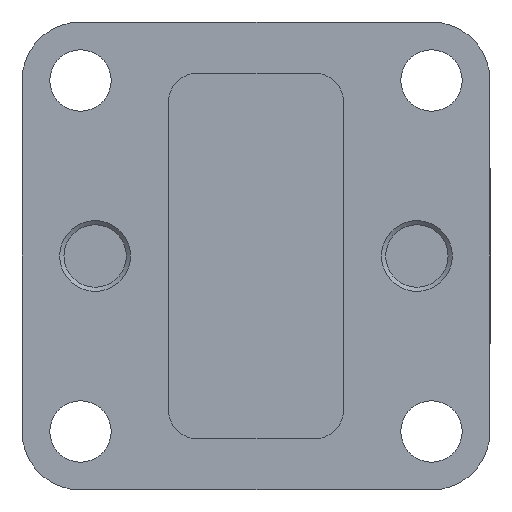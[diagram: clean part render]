
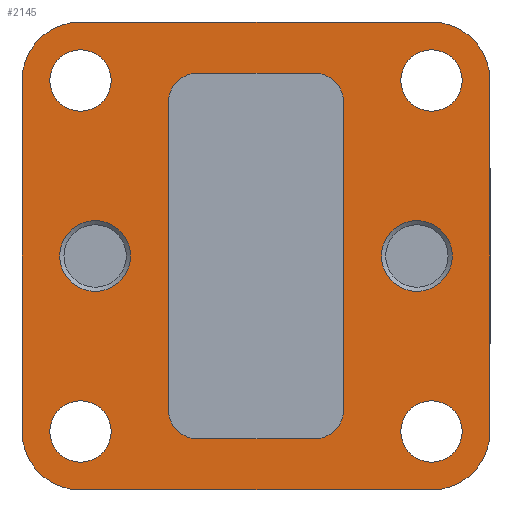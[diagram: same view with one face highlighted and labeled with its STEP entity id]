
A CAD part, front view. The second image highlights one B-rep face of the part: STEP entity #2145.
In plain terms, the highlighted planar face has unit normal (0, -1, 0).
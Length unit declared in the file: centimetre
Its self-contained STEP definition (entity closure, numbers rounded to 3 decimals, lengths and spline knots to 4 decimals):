
#14=FACE_BOUND('',#341,.T.);
#15=FACE_BOUND('',#342,.T.);
#16=FACE_BOUND('',#343,.T.);
#17=FACE_BOUND('',#344,.T.);
#18=FACE_BOUND('',#345,.T.);
#19=FACE_BOUND('',#346,.T.);
#20=FACE_BOUND('',#347,.T.);
#69=PLANE('',#2337);
#216=FACE_OUTER_BOUND('',#340,.T.);
#340=EDGE_LOOP('',(#1648,#1649,#1650,#1651,#1652,#1653,#1654,#1655));
#341=EDGE_LOOP('',(#1656,#1657,#1658,#1659,#1660,#1661,#1662,#1663));
#342=EDGE_LOOP('',(#1664));
#343=EDGE_LOOP('',(#1665));
#344=EDGE_LOOP('',(#1666));
#345=EDGE_LOOP('',(#1667));
#346=EDGE_LOOP('',(#1668));
#347=EDGE_LOOP('',(#1669));
#506=LINE('',#3431,#682);
#507=LINE('',#3435,#683);
#508=LINE('',#3439,#684);
#509=LINE('',#3442,#685);
#510=LINE('',#3444,#686);
#511=LINE('',#3448,#687);
#512=LINE('',#3452,#688);
#513=LINE('',#3455,#689);
#682=VECTOR('',#2821,2.4);
#683=VECTOR('',#2824,2.4);
#684=VECTOR('',#2827,2.4);
#685=VECTOR('',#2830,2.4);
#686=VECTOR('',#2831,0.8);
#687=VECTOR('',#2834,2.1);
#688=VECTOR('',#2837,0.8);
#689=VECTOR('',#2840,2.1);
#824=CIRCLE('',#2335,0.2);
#826=CIRCLE('',#2338,0.4);
#827=CIRCLE('',#2339,0.4);
#828=CIRCLE('',#2340,0.4);
#829=CIRCLE('',#2341,0.4);
#830=CIRCLE('',#2342,0.2);
#831=CIRCLE('',#2343,0.2);
#832=CIRCLE('',#2344,0.2);
#833=CIRCLE('',#2345,0.242);
#834=CIRCLE('',#2346,0.21);
#835=CIRCLE('',#2347,0.21);
#836=CIRCLE('',#2348,0.21);
#837=CIRCLE('',#2349,0.21);
#838=CIRCLE('',#2350,0.242);
#964=VERTEX_POINT('',#3418);
#965=VERTEX_POINT('',#3419);
#968=VERTEX_POINT('',#3427);
#969=VERTEX_POINT('',#3428);
#970=VERTEX_POINT('',#3430);
#971=VERTEX_POINT('',#3432);
#972=VERTEX_POINT('',#3434);
#973=VERTEX_POINT('',#3436);
#974=VERTEX_POINT('',#3438);
#975=VERTEX_POINT('',#3440);
#976=VERTEX_POINT('',#3443);
#977=VERTEX_POINT('',#3445);
#978=VERTEX_POINT('',#3447);
#979=VERTEX_POINT('',#3449);
#980=VERTEX_POINT('',#3451);
#981=VERTEX_POINT('',#3453);
#982=VERTEX_POINT('',#3456);
#983=VERTEX_POINT('',#3458);
#984=VERTEX_POINT('',#3460);
#985=VERTEX_POINT('',#3462);
#986=VERTEX_POINT('',#3464);
#987=VERTEX_POINT('',#3466);
#1216=EDGE_CURVE('',#964,#965,#824,.T.);
#1220=EDGE_CURVE('',#968,#969,#826,.T.);
#1221=EDGE_CURVE('',#969,#970,#506,.T.);
#1222=EDGE_CURVE('',#970,#971,#827,.T.);
#1223=EDGE_CURVE('',#971,#972,#507,.T.);
#1224=EDGE_CURVE('',#972,#973,#828,.T.);
#1225=EDGE_CURVE('',#973,#974,#508,.T.);
#1226=EDGE_CURVE('',#974,#975,#829,.T.);
#1227=EDGE_CURVE('',#975,#968,#509,.T.);
#1228=EDGE_CURVE('',#976,#965,#510,.T.);
#1229=EDGE_CURVE('',#976,#977,#830,.T.);
#1230=EDGE_CURVE('',#978,#977,#511,.T.);
#1231=EDGE_CURVE('',#978,#979,#831,.T.);
#1232=EDGE_CURVE('',#980,#979,#512,.T.);
#1233=EDGE_CURVE('',#980,#981,#832,.T.);
#1234=EDGE_CURVE('',#964,#981,#513,.T.);
#1235=EDGE_CURVE('',#982,#982,#833,.T.);
#1236=EDGE_CURVE('',#983,#983,#834,.T.);
#1237=EDGE_CURVE('',#984,#984,#835,.T.);
#1238=EDGE_CURVE('',#985,#985,#836,.T.);
#1239=EDGE_CURVE('',#986,#986,#837,.T.);
#1240=EDGE_CURVE('',#987,#987,#838,.T.);
#1648=ORIENTED_EDGE('',*,*,#1220,.T.);
#1649=ORIENTED_EDGE('',*,*,#1221,.T.);
#1650=ORIENTED_EDGE('',*,*,#1222,.T.);
#1651=ORIENTED_EDGE('',*,*,#1223,.T.);
#1652=ORIENTED_EDGE('',*,*,#1224,.T.);
#1653=ORIENTED_EDGE('',*,*,#1225,.T.);
#1654=ORIENTED_EDGE('',*,*,#1226,.T.);
#1655=ORIENTED_EDGE('',*,*,#1227,.T.);
#1656=ORIENTED_EDGE('',*,*,#1216,.T.);
#1657=ORIENTED_EDGE('',*,*,#1228,.F.);
#1658=ORIENTED_EDGE('',*,*,#1229,.T.);
#1659=ORIENTED_EDGE('',*,*,#1230,.F.);
#1660=ORIENTED_EDGE('',*,*,#1231,.T.);
#1661=ORIENTED_EDGE('',*,*,#1232,.F.);
#1662=ORIENTED_EDGE('',*,*,#1233,.T.);
#1663=ORIENTED_EDGE('',*,*,#1234,.F.);
#1664=ORIENTED_EDGE('',*,*,#1235,.T.);
#1665=ORIENTED_EDGE('',*,*,#1236,.T.);
#1666=ORIENTED_EDGE('',*,*,#1237,.T.);
#1667=ORIENTED_EDGE('',*,*,#1238,.T.);
#1668=ORIENTED_EDGE('',*,*,#1239,.T.);
#1669=ORIENTED_EDGE('',*,*,#1240,.T.);
#2145=ADVANCED_FACE('',(#216,#14,#15,#16,#17,#18,#19,#20),#69,.F.);
#2335=AXIS2_PLACEMENT_3D('',#3420,#2811,#2812);
#2337=AXIS2_PLACEMENT_3D('',#3426,#2817,#2818);
#2338=AXIS2_PLACEMENT_3D('',#3429,#2819,#2820);
#2339=AXIS2_PLACEMENT_3D('',#3433,#2822,#2823);
#2340=AXIS2_PLACEMENT_3D('',#3437,#2825,#2826);
#2341=AXIS2_PLACEMENT_3D('',#3441,#2828,#2829);
#2342=AXIS2_PLACEMENT_3D('',#3446,#2832,#2833);
#2343=AXIS2_PLACEMENT_3D('',#3450,#2835,#2836);
#2344=AXIS2_PLACEMENT_3D('',#3454,#2838,#2839);
#2345=AXIS2_PLACEMENT_3D('',#3457,#2841,#2842);
#2346=AXIS2_PLACEMENT_3D('',#3459,#2843,#2844);
#2347=AXIS2_PLACEMENT_3D('',#3461,#2845,#2846);
#2348=AXIS2_PLACEMENT_3D('',#3463,#2847,#2848);
#2349=AXIS2_PLACEMENT_3D('',#3465,#2849,#2850);
#2350=AXIS2_PLACEMENT_3D('',#3467,#2851,#2852);
#2811=DIRECTION('center_axis',(0.,1.,0.));
#2812=DIRECTION('ref_axis',(-1.,0.,0.));
#2817=DIRECTION('center_axis',(0.,1.,0.));
#2818=DIRECTION('ref_axis',(-1.,0.,0.));
#2819=DIRECTION('center_axis',(0.,-1.,0.));
#2820=DIRECTION('ref_axis',(0.,0.,-1.));
#2821=DIRECTION('',(0.,0.,1.));
#2822=DIRECTION('center_axis',(0.,-1.,0.));
#2823=DIRECTION('ref_axis',(1.,0.,0.));
#2824=DIRECTION('',(-1.,0.,0.));
#2825=DIRECTION('center_axis',(0.,-1.,0.));
#2826=DIRECTION('ref_axis',(0.,0.,1.));
#2827=DIRECTION('',(0.,0.,-1.));
#2828=DIRECTION('center_axis',(0.,-1.,0.));
#2829=DIRECTION('ref_axis',(-1.,0.,0.));
#2830=DIRECTION('',(1.,0.,0.));
#2831=DIRECTION('',(-1.,0.,0.));
#2832=DIRECTION('center_axis',(0.,1.,0.));
#2833=DIRECTION('ref_axis',(0.,0.,1.));
#2834=DIRECTION('',(0.,0.,1.));
#2835=DIRECTION('center_axis',(0.,1.,0.));
#2836=DIRECTION('ref_axis',(1.,0.,0.));
#2837=DIRECTION('',(1.,0.,0.));
#2838=DIRECTION('center_axis',(0.,1.,0.));
#2839=DIRECTION('ref_axis',(0.,0.,-1.));
#2840=DIRECTION('',(0.,0.,-1.));
#2841=DIRECTION('center_axis',(0.,1.,0.));
#2842=DIRECTION('ref_axis',(1.,0.,0.));
#2843=DIRECTION('center_axis',(0.,1.,0.));
#2844=DIRECTION('ref_axis',(-1.,0.,0.));
#2845=DIRECTION('center_axis',(0.,1.,0.));
#2846=DIRECTION('ref_axis',(-1.,0.,0.));
#2847=DIRECTION('center_axis',(0.,1.,0.));
#2848=DIRECTION('ref_axis',(-1.,0.,0.));
#2849=DIRECTION('center_axis',(0.,1.,0.));
#2850=DIRECTION('ref_axis',(-1.,0.,0.));
#2851=DIRECTION('center_axis',(0.,1.,0.));
#2852=DIRECTION('ref_axis',(1.,0.,0.));
#3418=CARTESIAN_POINT('',(1.,0.,-0.55));
#3419=CARTESIAN_POINT('',(1.2,0.,-0.35));
#3420=CARTESIAN_POINT('Origin',(1.2,0.,-0.55));
#3426=CARTESIAN_POINT('Origin',(1.6,0.,-1.6));
#3427=CARTESIAN_POINT('',(2.8,0.,-3.2));
#3428=CARTESIAN_POINT('',(3.2,0.,-2.8));
#3429=CARTESIAN_POINT('Origin',(2.8,0.,-2.8));
#3430=CARTESIAN_POINT('',(3.2,0.,-0.4));
#3431=CARTESIAN_POINT('',(3.2,0.,-2.8));
#3432=CARTESIAN_POINT('',(2.8,0.,0.));
#3433=CARTESIAN_POINT('Origin',(2.8,0.,-0.4));
#3434=CARTESIAN_POINT('',(0.4,0.,0.));
#3435=CARTESIAN_POINT('',(2.8,0.,0.));
#3436=CARTESIAN_POINT('',(0.,0.,-0.4));
#3437=CARTESIAN_POINT('Origin',(0.4,0.,-0.4));
#3438=CARTESIAN_POINT('',(0.,0.,-2.8));
#3439=CARTESIAN_POINT('',(0.,0.,-0.4));
#3440=CARTESIAN_POINT('',(0.4,0.,-3.2));
#3441=CARTESIAN_POINT('Origin',(0.4,0.,-2.8));
#3442=CARTESIAN_POINT('',(0.4,0.,-3.2));
#3443=CARTESIAN_POINT('',(2.,0.,-0.35));
#3444=CARTESIAN_POINT('',(2.,0.,-0.35));
#3445=CARTESIAN_POINT('',(2.2,0.,-0.55));
#3446=CARTESIAN_POINT('Origin',(2.,0.,-0.55));
#3447=CARTESIAN_POINT('',(2.2,0.,-2.65));
#3448=CARTESIAN_POINT('',(2.2,0.,-2.65));
#3449=CARTESIAN_POINT('',(2.,0.,-2.85));
#3450=CARTESIAN_POINT('Origin',(2.,0.,-2.65));
#3451=CARTESIAN_POINT('',(1.2,0.,-2.85));
#3452=CARTESIAN_POINT('',(1.2,0.,-2.85));
#3453=CARTESIAN_POINT('',(1.,0.,-2.65));
#3454=CARTESIAN_POINT('Origin',(1.2,0.,-2.65));
#3455=CARTESIAN_POINT('',(1.,0.,-0.55));
#3456=CARTESIAN_POINT('',(0.742,0.,-1.6));
#3457=CARTESIAN_POINT('Origin',(0.5,0.,-1.6));
#3458=CARTESIAN_POINT('',(2.59,0.,-2.8));
#3459=CARTESIAN_POINT('Origin',(2.8,0.,-2.8));
#3460=CARTESIAN_POINT('',(2.59,0.,-0.4));
#3461=CARTESIAN_POINT('Origin',(2.8,0.,-0.4));
#3462=CARTESIAN_POINT('',(0.19,0.,-0.4));
#3463=CARTESIAN_POINT('Origin',(0.4,0.,-0.4));
#3464=CARTESIAN_POINT('',(0.19,0.,-2.8));
#3465=CARTESIAN_POINT('Origin',(0.4,0.,-2.8));
#3466=CARTESIAN_POINT('',(2.942,0.,-1.6));
#3467=CARTESIAN_POINT('Origin',(2.7,0.,-1.6));
